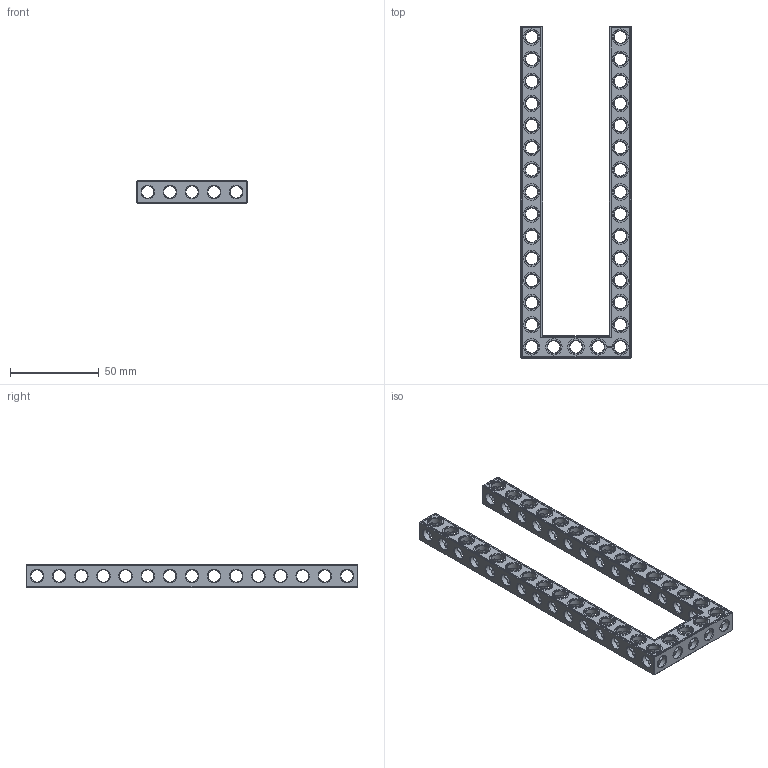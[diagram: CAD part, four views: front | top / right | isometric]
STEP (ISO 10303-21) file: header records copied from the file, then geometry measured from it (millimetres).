
FILE_DESCRIPTION(('FreeCAD Model'),'2;1');
FILE_NAME('Open CASCADE Shape Model','2022-02-23T18:01:57',( 'Paulo Kiefe'),('STEMFIE.org'),'Open CASCADE STEP processor 7.5', 'FreeCAD','Unknown');
FILE_SCHEMA(('AUTOMOTIVE_DESIGN { 1 0 10303 214 1 1 1 1 }'));
Products named in the file (1): Beam AGD ESS USH SYM BU05x15x01 - SPN-BEM-0352 (stemfie.org)
Bounding box: 62.5 x 187.5 x 12.5 mm (x, y, z)
Volume: 32254.2 mm3; surface area: 28820.7 mm2
Topology: 1 solids, 1 shells, 918 faces, 2766 edges, 1783 vertices
Faces by surface type: plane 409, cylinder 199, extrusion 176, cone 134
Full cylindrical faces by diameter (mm): 6.98 x32, 7 x134, 9.2 x33
Entity records: 213144 total; most frequent: CARTESIAN_POINT 161783, DIRECTION 8154, ORIENTED_EDGE 5532, PCURVE 5532, DEFINITIONAL_REPRESENTATION 5532, VECTOR 5323, LINE 5147, EDGE_CURVE 2766
